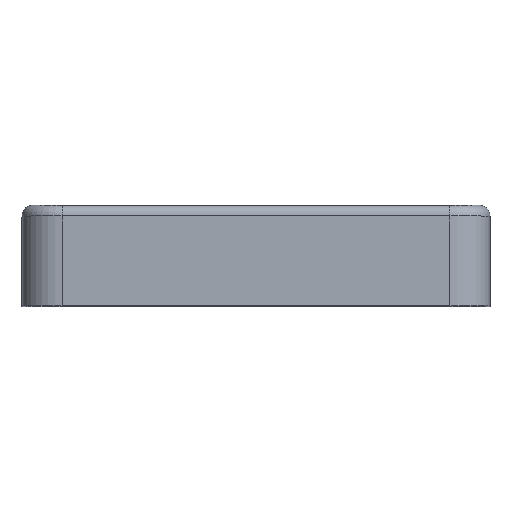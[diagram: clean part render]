
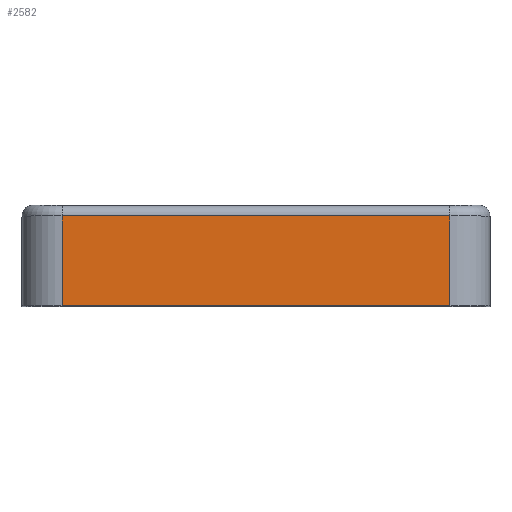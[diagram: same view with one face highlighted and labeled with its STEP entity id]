
A CAD part, top view. The second image highlights one B-rep face of the part: STEP entity #2582.
In plain terms, the highlighted planar face has unit normal (0, 0, 1).
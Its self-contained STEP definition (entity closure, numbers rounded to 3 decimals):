
#52 = LINE ( 'NONE', #1470, #857 ) ;
#122 = PLANE ( 'NONE',  #2669 ) ;
#170 = VECTOR ( 'NONE', #557, 1000. ) ;
#219 = DIRECTION ( 'NONE',  ( 0., -1., 0. ) ) ;
#379 = VERTEX_POINT ( 'NONE', #1663 ) ;
#557 = DIRECTION ( 'NONE',  ( 1., 0., 0. ) ) ;
#571 = CARTESIAN_POINT ( 'NONE',  ( 14.5, -7.5, 24.5 ) ) ;
#601 = CARTESIAN_POINT ( 'NONE',  ( -14.5, -7.5, 24.5 ) ) ;
#631 = VECTOR ( 'NONE', #1088, 1000. ) ;
#636 = VECTOR ( 'NONE', #1550, 1000. ) ;
#640 = LINE ( 'NONE', #2301, #631 ) ;
#723 = LINE ( 'NONE', #1104, #636 ) ;
#779 = EDGE_CURVE ( 'NONE', #2278, #1066, #52, .T. ) ;
#830 = ORIENTED_EDGE ( 'NONE', *, *, #779, .T. ) ;
#857 = VECTOR ( 'NONE', #219, 1000. ) ;
#906 = EDGE_CURVE ( 'NONE', #379, #1624, #723, .T. ) ;
#1066 = VERTEX_POINT ( 'NONE', #601 ) ;
#1088 = DIRECTION ( 'NONE',  ( 1., 0., 0. ) ) ;
#1104 = CARTESIAN_POINT ( 'NONE',  ( 14.5, 0., 24.5 ) ) ;
#1201 = DIRECTION ( 'NONE',  ( 0., 0., 1. ) ) ;
#1215 = DIRECTION ( 'NONE',  ( 1., 0., 0. ) ) ;
#1238 = ORIENTED_EDGE ( 'NONE', *, *, #906, .F. ) ;
#1241 = EDGE_CURVE ( 'NONE', #2278, #379, #640, .T. ) ;
#1300 = CARTESIAN_POINT ( 'NONE',  ( -14.5, -0.8, 24.5 ) ) ;
#1306 = ORIENTED_EDGE ( 'NONE', *, *, #1241, .F. ) ;
#1470 = CARTESIAN_POINT ( 'NONE',  ( -14.5, 0., 24.5 ) ) ;
#1550 = DIRECTION ( 'NONE',  ( 0., -1., 0. ) ) ;
#1620 = CARTESIAN_POINT ( 'NONE',  ( -14.5, 0., 24.5 ) ) ;
#1624 = VERTEX_POINT ( 'NONE', #571 ) ;
#1635 = EDGE_CURVE ( 'NONE', #1066, #1624, #2057, .T. ) ;
#1646 = ORIENTED_EDGE ( 'NONE', *, *, #1635, .T. ) ;
#1663 = CARTESIAN_POINT ( 'NONE',  ( 14.5, -0.8, 24.5 ) ) ;
#1917 = EDGE_LOOP ( 'NONE', ( #1646, #1238, #1306, #830 ) ) ;
#2057 = LINE ( 'NONE', #2461, #170 ) ;
#2278 = VERTEX_POINT ( 'NONE', #1300 ) ;
#2301 = CARTESIAN_POINT ( 'NONE',  ( -14.5, -0.8, 24.5 ) ) ;
#2409 = FACE_OUTER_BOUND ( 'NONE', #1917, .T. ) ;
#2461 = CARTESIAN_POINT ( 'NONE',  ( -14.5, -7.5, 24.5 ) ) ;
#2582 = ADVANCED_FACE ( 'NONE', ( #2409 ), #122, .T. ) ;
#2669 = AXIS2_PLACEMENT_3D ( 'NONE', #1620, #1201, #1215 ) ;
